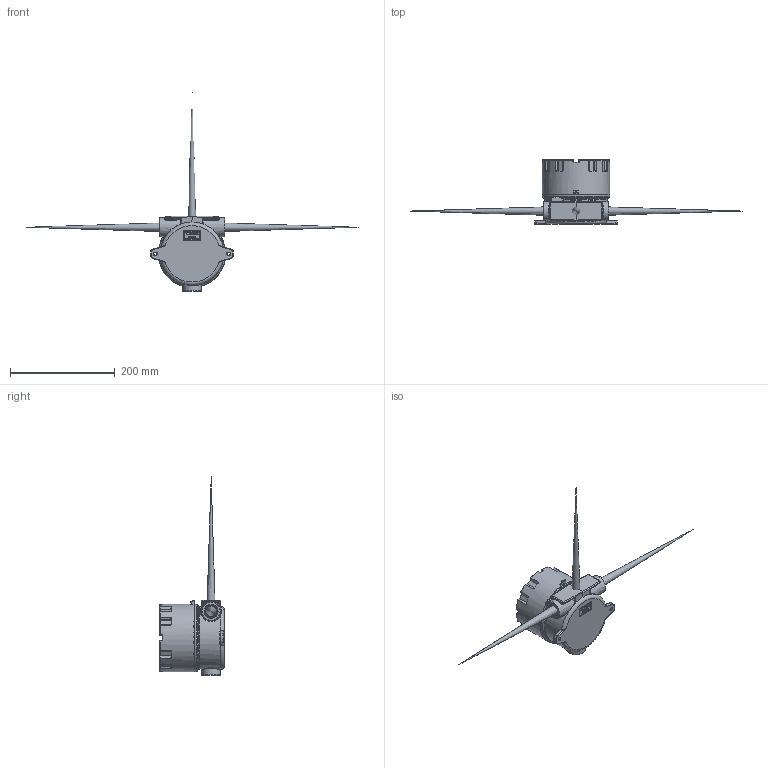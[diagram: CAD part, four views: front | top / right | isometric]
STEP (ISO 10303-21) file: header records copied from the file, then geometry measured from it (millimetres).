
FILE_DESCRIPTION(/* description */ (''),/* implementation_level */ '2;1');
FILE_NAME(/* name */ 'KIL_HKBX-B.stp',/* time_stamp */ '2020-09-29T13:18:59+06:00',/* author */ ('kr'),/* organization */ (''),/* preprocessor_version */ 'ST-DEVELOPER v18',/* originating_system */ 'Autodesk Inventor 2020',/* authorisation */ '');
FILE_SCHEMA (('AUTOMOTIVE_DESIGN { 1 0 10303 214 3 1 1 }'));
Length unit declared in the file: inch
Products named in the file (8): KIL_HKBX-B; 51637ABAM for web; 51641ABAM for web; 51777AAAB; HKBXL-GASKET; 15148FAGB; 51709AAAB; 0860900B
Assembly tree (10 placements, depth 2):
  KIL_HKBX-B
    51637ABAM for web
    51641ABAM for web
    51777AAAB
    HKBXL-GASKET
    15148FAGB  x2
    51709AAAB  x2
    0860900B  x2
Bounding box: 633.7 x 123.23 x 379.08 mm (x, y, z)
Volume: 598504 mm3; surface area: 378734.1 mm2
Topology: 13 solids, 13 shells, 972 faces, 2396 edges, 1409 vertices
Faces by surface type: plane 321, cylinder 247, bspline 206, torus 80, cone 69, sphere 49
Full cylindrical faces by diameter (mm): 2.642 x1, 3.302 x2, 3.505 x1, 4.013 x2, 4.572 x2, 6.35 x2, 20.117 x1, 35.814 x1, 106.68 x1, 110.236 x1, 111.506 x1, 116.469 x1, 119.99 x1, 123.444 x1, 128.524 x1
Entity records: 48860 total; most frequent: CARTESIAN_POINT 27888, ORIENTED_EDGE 4422, DIRECTION 4077, EDGE_CURVE 2211, AXIS2_PLACEMENT_3D 1563, VERTEX_POINT 1330, EDGE_LOOP 977, LINE 951
